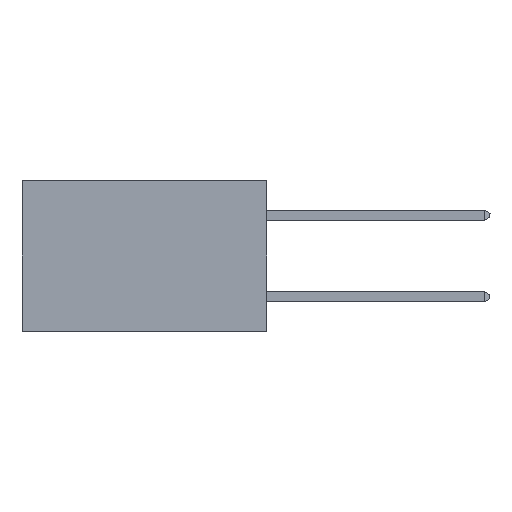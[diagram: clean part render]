
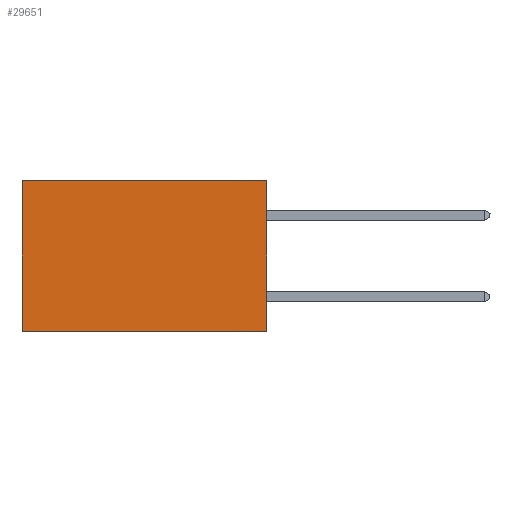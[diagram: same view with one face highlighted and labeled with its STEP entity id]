
A CAD part, left-side view. The second image highlights one B-rep face of the part: STEP entity #29651.
In plain terms, the highlighted planar face has unit normal (-1, 0, 0).
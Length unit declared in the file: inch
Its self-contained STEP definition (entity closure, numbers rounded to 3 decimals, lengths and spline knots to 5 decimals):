
#784 = FACE_OUTER_BOUND ( 'NONE', #17989, .T. ) ;
#1070 = VERTEX_POINT ( 'NONE', #29938 ) ;
#1835 = ORIENTED_EDGE ( 'NONE', *, *, #3840, .F. ) ;
#2236 = DIRECTION ( 'NONE',  ( 0., 1., 0. ) ) ;
#2979 = LINE ( 'NONE', #7782, #9472 ) ;
#3840 = EDGE_CURVE ( 'NONE', #7906, #1070, #19068, .T. ) ;
#4643 = DIRECTION ( 'NONE',  ( 0., 0., -1. ) ) ;
#4963 = VECTOR ( 'NONE', #22267, 39.37008 ) ;
#6006 = CARTESIAN_POINT ( 'NONE',  ( 0.2875, 0.6, 0. ) ) ;
#6925 = EDGE_CURVE ( 'NONE', #15015, #10265, #2979, .T. ) ;
#7782 = CARTESIAN_POINT ( 'NONE',  ( 0.2875, 0., 0. ) ) ;
#7906 = VERTEX_POINT ( 'NONE', #9454 ) ;
#9454 = CARTESIAN_POINT ( 'NONE',  ( 0.2875, 0., -0.37 ) ) ;
#9472 = VECTOR ( 'NONE', #10253, 39.37008 ) ;
#9948 = LINE ( 'NONE', #19936, #4963 ) ;
#10033 = VECTOR ( 'NONE', #4643, 39.37008 ) ;
#10068 = CARTESIAN_POINT ( 'NONE',  ( 0.2875, 0., -0.37 ) ) ;
#10253 = DIRECTION ( 'NONE',  ( 0., 1., 0. ) ) ;
#10265 = VERTEX_POINT ( 'NONE', #6006 ) ;
#11588 = CARTESIAN_POINT ( 'NONE',  ( 0.2875, 0., 0. ) ) ;
#12322 = ORIENTED_EDGE ( 'NONE', *, *, #18408, .T. ) ;
#13958 = DIRECTION ( 'NONE',  ( 0., 0., -1. ) ) ;
#15015 = VERTEX_POINT ( 'NONE', #22022 ) ;
#17928 = ORIENTED_EDGE ( 'NONE', *, *, #28670, .F. ) ;
#17989 = EDGE_LOOP ( 'NONE', ( #12322, #1835, #17928, #19088 ) ) ;
#18340 = VECTOR ( 'NONE', #2236, 39.37008 ) ;
#18408 = EDGE_CURVE ( 'NONE', #10265, #1070, #28029, .T. ) ;
#19023 = CARTESIAN_POINT ( 'NONE',  ( 0.2875, 0.6, 0. ) ) ;
#19068 = LINE ( 'NONE', #10068, #18340 ) ;
#19088 = ORIENTED_EDGE ( 'NONE', *, *, #6925, .T. ) ;
#19936 = CARTESIAN_POINT ( 'NONE',  ( 0.2875, 0., 0. ) ) ;
#22022 = CARTESIAN_POINT ( 'NONE',  ( 0.2875, 0., 0. ) ) ;
#22267 = DIRECTION ( 'NONE',  ( 0., 0., -1. ) ) ;
#25218 = AXIS2_PLACEMENT_3D ( 'NONE', #11588, #27947, #13958 ) ;
#25619 = PLANE ( 'NONE',  #25218 ) ;
#27947 = DIRECTION ( 'NONE',  ( 1., 0., 0. ) ) ;
#28029 = LINE ( 'NONE', #19023, #10033 ) ;
#28670 = EDGE_CURVE ( 'NONE', #15015, #7906, #9948, .T. ) ;
#29651 = ADVANCED_FACE ( 'NONE', ( #784 ), #25619, .F. ) ;
#29938 = CARTESIAN_POINT ( 'NONE',  ( 0.2875, 0.6, -0.37 ) ) ;
